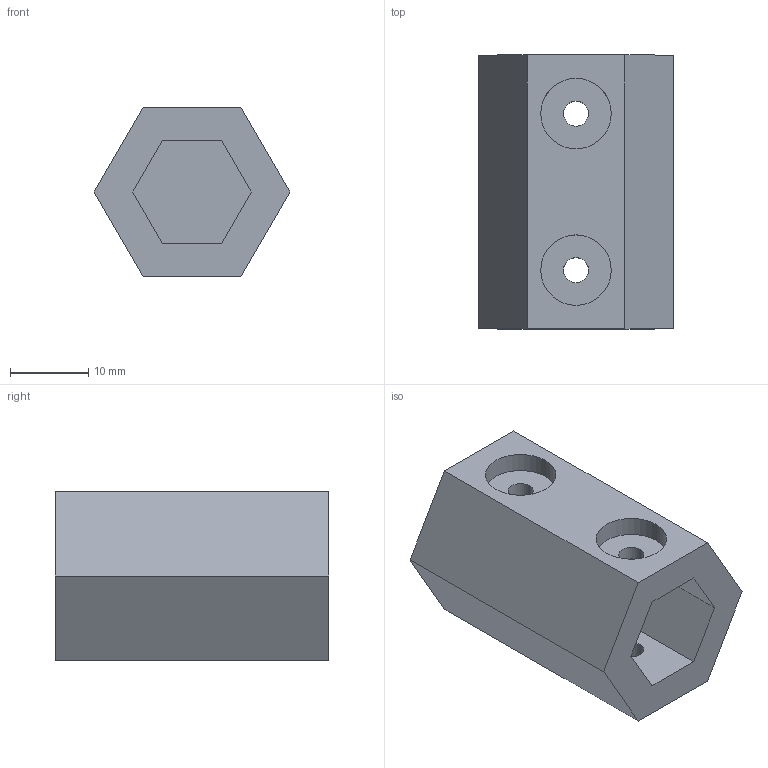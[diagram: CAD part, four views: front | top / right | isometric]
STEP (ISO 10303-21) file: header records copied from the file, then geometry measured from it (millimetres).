
FILE_DESCRIPTION (( 'STEP AP214' ), '1' );
FILE_NAME ('HEX-HEX_Spacer.STEP', '2025-03-03T11:29:21', ( '' ), ( '' ), 'SwSTEP 2.0', 'SolidWorks 2024', '' );
FILE_SCHEMA (( 'AUTOMOTIVE_DESIGN' ));
Length unit declared in the file: millimetre
Products named in the file (1): HEX-HEX_Spacer
Bounding box: 25 x 35 x 21.65 mm (x, y, z)
Volume: 9334.3 mm3; surface area: 4997 mm2
Topology: 1 solids, 1 shells, 36 faces, 90 edges, 60 vertices
Faces by surface type: plane 24, cylinder 12
Entity records: 1117 total; most frequent: DIRECTION 188, CARTESIAN_POINT 187, ORIENTED_EDGE 180, EDGE_CURVE 90, VECTOR 66, LINE 66, AXIS2_PLACEMENT_3D 61, VERTEX_POINT 60
